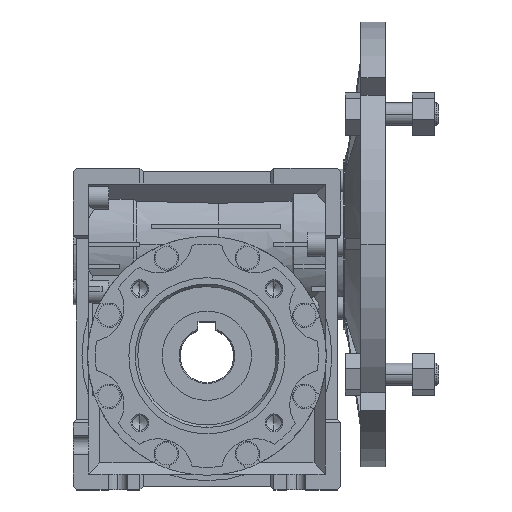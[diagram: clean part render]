
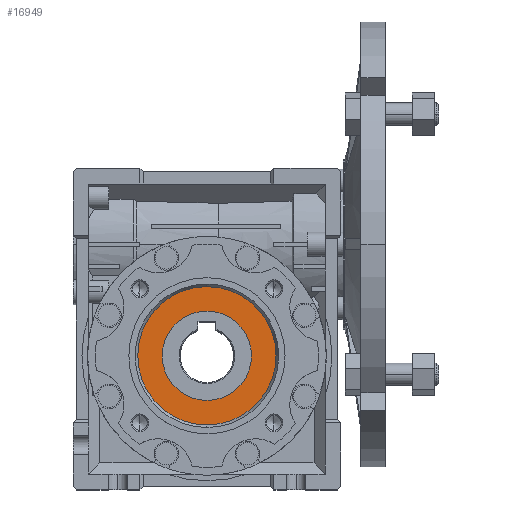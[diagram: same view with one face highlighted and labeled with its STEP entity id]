
A CAD part, top view. The second image highlights one B-rep face of the part: STEP entity #16949.
In plain terms, the highlighted planar face has unit normal (0, 0, 1).
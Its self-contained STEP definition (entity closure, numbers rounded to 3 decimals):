
#2 = CARTESIAN_POINT ( 'NONE',  ( -31., 0., 44. ) ) ;
#639 = ORIENTED_EDGE ( 'NONE', *, *, #17898, .F. ) ;
#1183 = VERTEX_POINT ( 'NONE', #12503 ) ;
#1900 = AXIS2_PLACEMENT_3D ( 'NONE', #2, #23220, #7746 ) ;
#2587 = DIRECTION ( 'NONE',  ( 0., 0., 1. ) ) ;
#3301 = VERTEX_POINT ( 'NONE', #25140 ) ;
#5539 = EDGE_LOOP ( 'NONE', ( #639, #15278 ) ) ;
#7461 = CARTESIAN_POINT ( 'NONE',  ( 0., 0., 44. ) ) ;
#7746 = DIRECTION ( 'NONE',  ( 0., -1., 0. ) ) ;
#8131 = CARTESIAN_POINT ( 'NONE',  ( 0., 31., 44. ) ) ;
#8257 = FACE_BOUND ( 'NONE', #5539, .T. ) ;
#8989 = DIRECTION ( 'NONE',  ( 0., 0., 1. ) ) ;
#9115 = EDGE_CURVE ( 'NONE', #1183, #20560, #29487, .T. ) ;
#10087 = DIRECTION ( 'NONE',  ( 0., 1., 0. ) ) ;
#10206 = EDGE_CURVE ( 'NONE', #17470, #3301, #13331, .T. ) ;
#10419 = DIRECTION ( 'NONE',  ( 0., 0., 1. ) ) ;
#12503 = CARTESIAN_POINT ( 'NONE',  ( 0., -31., 44. ) ) ;
#13331 = CIRCLE ( 'NONE', #29609, 20. ) ;
#13451 = ORIENTED_EDGE ( 'NONE', *, *, #19607, .T. ) ;
#15278 = ORIENTED_EDGE ( 'NONE', *, *, #10206, .F. ) ;
#16949 = ADVANCED_FACE ( 'NONE', ( #21746, #8257 ), #20531, .F. ) ;
#17303 = EDGE_LOOP ( 'NONE', ( #13451, #17944 ) ) ;
#17470 = VERTEX_POINT ( 'NONE', #26051 ) ;
#17898 = EDGE_CURVE ( 'NONE', #3301, #17470, #21681, .T. ) ;
#17944 = ORIENTED_EDGE ( 'NONE', *, *, #9115, .T. ) ;
#18061 = CARTESIAN_POINT ( 'NONE',  ( 0., 0., 44. ) ) ;
#19607 = EDGE_CURVE ( 'NONE', #20560, #1183, #31588, .T. ) ;
#20531 = PLANE ( 'NONE',  #1900 ) ;
#20560 = VERTEX_POINT ( 'NONE', #8131 ) ;
#20654 = DIRECTION ( 'NONE',  ( 0., 1., 0. ) ) ;
#21681 = CIRCLE ( 'NONE', #32757, 20. ) ;
#21746 = FACE_OUTER_BOUND ( 'NONE', #17303, .T. ) ;
#23220 = DIRECTION ( 'NONE',  ( 0., 0., -1. ) ) ;
#24407 = CARTESIAN_POINT ( 'NONE',  ( 0., 0., 44. ) ) ;
#25140 = CARTESIAN_POINT ( 'NONE',  ( 0., 20., 44. ) ) ;
#25484 = DIRECTION ( 'NONE',  ( 0., 0., 1. ) ) ;
#25810 = CARTESIAN_POINT ( 'NONE',  ( 0., 0., 44. ) ) ;
#26051 = CARTESIAN_POINT ( 'NONE',  ( 0., -20., 44. ) ) ;
#26963 = DIRECTION ( 'NONE',  ( 0., 1., 0. ) ) ;
#28327 = AXIS2_PLACEMENT_3D ( 'NONE', #18061, #2587, #20654 ) ;
#28386 = DIRECTION ( 'NONE',  ( 0., 1., 0. ) ) ;
#29487 = CIRCLE ( 'NONE', #28327, 31. ) ;
#29609 = AXIS2_PLACEMENT_3D ( 'NONE', #25810, #10419, #28386 ) ;
#31588 = CIRCLE ( 'NONE', #31717, 31. ) ;
#31717 = AXIS2_PLACEMENT_3D ( 'NONE', #24407, #8989, #26963 ) ;
#32757 = AXIS2_PLACEMENT_3D ( 'NONE', #7461, #25484, #10087 ) ;
